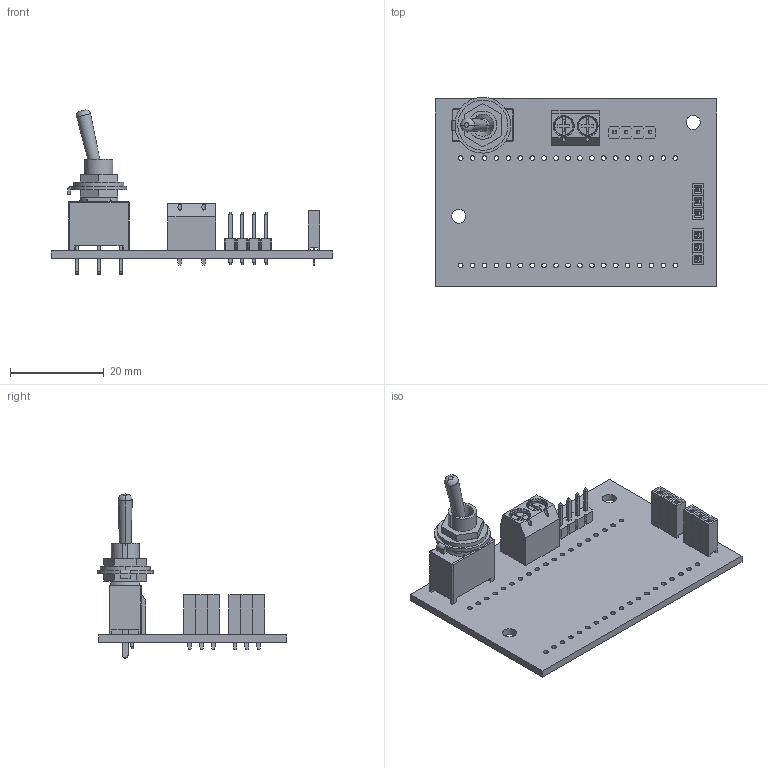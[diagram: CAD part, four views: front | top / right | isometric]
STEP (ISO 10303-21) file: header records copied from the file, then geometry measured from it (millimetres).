
FILE_DESCRIPTION(('KiCad electronic assembly'),'2;1');
FILE_NAME('receptor-IR.step','2022-09-12T07:53:57',('Pcbnew'),('Kicad'), 'Open CASCADE STEP processor 7.6','KiCad to STEP converter','Unknown' );
FILE_SCHEMA(('AUTOMOTIVE_DESIGN { 1 0 10303 214 1 1 1 1 }'));
Length unit declared in the file: millimetre
Products named in the file (10): receptor-IR 1; SW_SPDT_TH_VERTICAL; SOLID; Bornera2_Azul; COMPOUND; Pin_Strip_4_2.54_V; Pin_socket_3; receptor-IR PCB
Assembly tree (10 placements, depth 3):
  receptor-IR 1
    SW_SPDT_TH_VERTICAL
      SOLID
    Bornera2_Azul
      COMPOUND
    Pin_Strip_4_2.54_V
      COMPOUND
    Pin_socket_3  x2
      COMPOUND
    receptor-IR PCB
Bounding box: 60 x 40.34 x 34.94 mm (x, y, z)
Volume: 5995.4 mm3; surface area: 8878.4 mm2
Topology: 6 solids, 6 shells, 800 faces, 2135 edges, 1368 vertices
Faces by surface type: bspline 739, cylinder 55, plane 6
Full cylindrical faces by diameter (mm): 1 x38, 1.001 x10, 1.27 x3, 1.3 x2, 3 x2
Entity records: 42992 total; most frequent: CARTESIAN_POINT 17967, B_SPLINE_CURVE_WITH_KNOTS 4205, ORIENTED_EDGE 3486, PCURVE 3486, DEFINITIONAL_REPRESENTATION 3486, EDGE_CURVE 1743, SURFACE_CURVE 1688, VERTEX_POINT 1120
